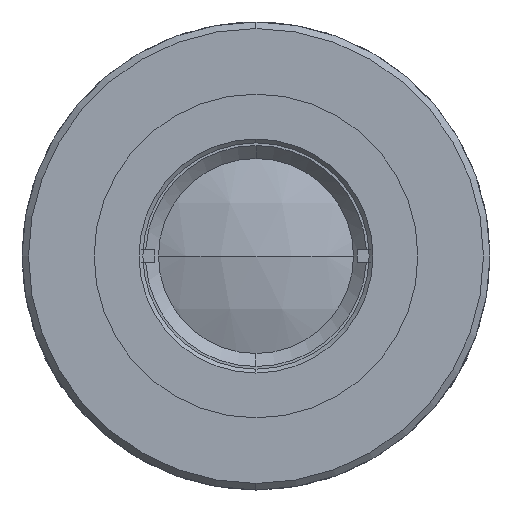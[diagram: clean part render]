
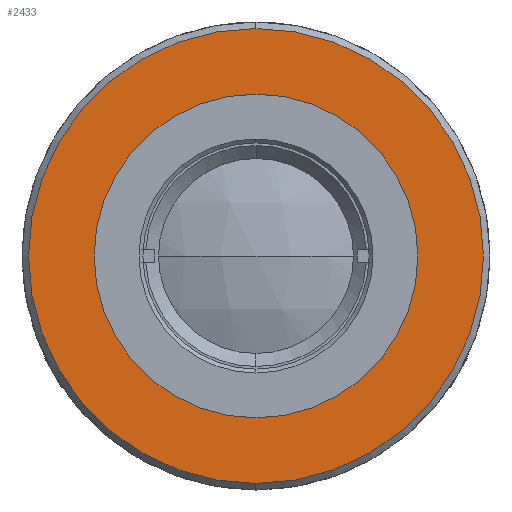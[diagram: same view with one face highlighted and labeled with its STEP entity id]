
A CAD part, left-side view. The second image highlights one B-rep face of the part: STEP entity #2433.
In plain terms, the highlighted planar face has unit normal (-1, 0, 0).
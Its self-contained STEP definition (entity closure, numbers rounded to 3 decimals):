
#107 = VERTEX_POINT ( 'NONE', #3151 ) ;
#366 = AXIS2_PLACEMENT_3D ( 'NONE', #2895, #2231, #1831 ) ;
#861 = DIRECTION ( 'NONE',  ( 0., 0., 1. ) ) ;
#890 = EDGE_CURVE ( 'NONE', #4346, #2661, #2420, .T. ) ;
#913 = AXIS2_PLACEMENT_3D ( 'NONE', #4535, #930, #3089 ) ;
#930 = DIRECTION ( 'NONE',  ( 1., 0., 0. ) ) ;
#1503 = CARTESIAN_POINT ( 'NONE',  ( -5.003, 0., 17.5 ) ) ;
#1597 = CIRCLE ( 'NONE', #3554, 12.45 ) ;
#1831 = DIRECTION ( 'NONE',  ( 0., 0., -1. ) ) ;
#1858 = DIRECTION ( 'NONE',  ( 0., 0., 1. ) ) ;
#2231 = DIRECTION ( 'NONE',  ( -1., 0., 0. ) ) ;
#2315 = DIRECTION ( 'NONE',  ( -1., 0., 0. ) ) ;
#2420 = CIRCLE ( 'NONE', #366, 17.5 ) ;
#2433 = ADVANCED_FACE ( 'NONE', ( #4084, #2735 ), #4181, .F. ) ;
#2457 = EDGE_LOOP ( 'NONE', ( #4356, #4030 ) ) ;
#2546 = CARTESIAN_POINT ( 'NONE',  ( -5.003, 0., -17.5 ) ) ;
#2597 = DIRECTION ( 'NONE',  ( -1., 0., 0. ) ) ;
#2661 = VERTEX_POINT ( 'NONE', #1503 ) ;
#2699 = EDGE_CURVE ( 'NONE', #2661, #4346, #3265, .T. ) ;
#2735 = FACE_BOUND ( 'NONE', #4054, .T. ) ;
#2774 = EDGE_CURVE ( 'NONE', #3535, #107, #2803, .T. ) ;
#2797 = ORIENTED_EDGE ( 'NONE', *, *, #4269, .F. ) ;
#2803 = CIRCLE ( 'NONE', #3114, 12.45 ) ;
#2895 = CARTESIAN_POINT ( 'NONE',  ( -5.003, 0., 0. ) ) ;
#2946 = DIRECTION ( 'NONE',  ( -1., 0., 0. ) ) ;
#2997 = ORIENTED_EDGE ( 'NONE', *, *, #2774, .F. ) ;
#3089 = DIRECTION ( 'NONE',  ( 0., 0., -1. ) ) ;
#3114 = AXIS2_PLACEMENT_3D ( 'NONE', #4137, #2315, #861 ) ;
#3151 = CARTESIAN_POINT ( 'NONE',  ( -5.003, 0., -12.45 ) ) ;
#3265 = CIRCLE ( 'NONE', #3941, 17.5 ) ;
#3535 = VERTEX_POINT ( 'NONE', #4549 ) ;
#3554 = AXIS2_PLACEMENT_3D ( 'NONE', #4345, #2597, #1858 ) ;
#3922 = CARTESIAN_POINT ( 'NONE',  ( -5.003, 0., 0. ) ) ;
#3941 = AXIS2_PLACEMENT_3D ( 'NONE', #3922, #2946, #3969 ) ;
#3969 = DIRECTION ( 'NONE',  ( 0., 0., -1. ) ) ;
#4030 = ORIENTED_EDGE ( 'NONE', *, *, #2699, .T. ) ;
#4054 = EDGE_LOOP ( 'NONE', ( #2997, #2797 ) ) ;
#4084 = FACE_OUTER_BOUND ( 'NONE', #2457, .T. ) ;
#4137 = CARTESIAN_POINT ( 'NONE',  ( -5.003, 0., 0. ) ) ;
#4181 = PLANE ( 'NONE',  #913 ) ;
#4269 = EDGE_CURVE ( 'NONE', #107, #3535, #1597, .T. ) ;
#4345 = CARTESIAN_POINT ( 'NONE',  ( -5.003, 0., 0. ) ) ;
#4346 = VERTEX_POINT ( 'NONE', #2546 ) ;
#4356 = ORIENTED_EDGE ( 'NONE', *, *, #890, .T. ) ;
#4535 = CARTESIAN_POINT ( 'NONE',  ( -5.003, 18., 0. ) ) ;
#4549 = CARTESIAN_POINT ( 'NONE',  ( -5.003, 0., 12.45 ) ) ;
